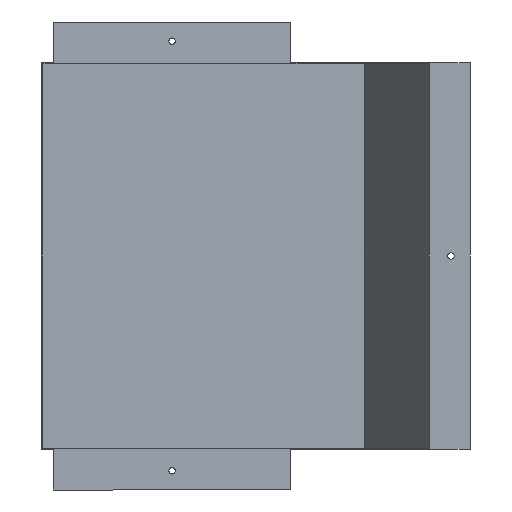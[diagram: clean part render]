
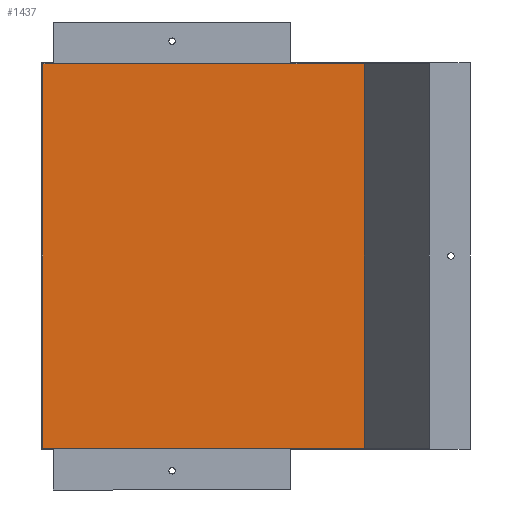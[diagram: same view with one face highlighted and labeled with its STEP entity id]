
A CAD part, front view. The second image highlights one B-rep face of the part: STEP entity #1437.
In plain terms, the highlighted planar face has unit normal (0, -1, 0).
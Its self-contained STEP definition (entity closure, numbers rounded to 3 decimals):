
#189 = CARTESIAN_POINT ( 'NONE',  ( 0.8, 130.2, -0.8 ) ) ;
#192 = CARTESIAN_POINT ( 'NONE',  ( 252.552, 130.2, -0.8 ) ) ;
#223 = CARTESIAN_POINT ( 'NONE',  ( 252.552, 130.2, -302.2 ) ) ;
#254 = CARTESIAN_POINT ( 'NONE',  ( 0.8, 130.2, -302.2 ) ) ;
#392 = AXIS2_PLACEMENT_3D ( 'NONE', #743, #742, #741 ) ;
#457 = EDGE_CURVE ( 'NONE', #1865, #1801, #2603, .T. ) ;
#470 = EDGE_CURVE ( 'NONE', #1801, #1808, #2624, .T. ) ;
#472 = EDGE_CURVE ( 'NONE', #1834, #1865, #2622, .T. ) ;
#474 = EDGE_CURVE ( 'NONE', #1834, #1808, #2631, .T. ) ;
#720 = PLANE ( 'NONE',  #392 ) ;
#741 = DIRECTION ( 'NONE',  ( 0., 0., -1. ) ) ;
#742 = DIRECTION ( 'NONE',  ( 0., -1., 0. ) ) ;
#743 = CARTESIAN_POINT ( 'NONE',  ( 0., 130.2, -303. ) ) ;
#943 = ORIENTED_EDGE ( 'NONE', *, *, #474, .T. ) ;
#944 = ORIENTED_EDGE ( 'NONE', *, *, #472, .F. ) ;
#955 = ORIENTED_EDGE ( 'NONE', *, *, #457, .F. ) ;
#956 = ORIENTED_EDGE ( 'NONE', *, *, #470, .F. ) ;
#1049 = EDGE_LOOP ( 'NONE', ( #956, #955, #944, #943 ) ) ;
#1437 = ADVANCED_FACE ( 'NONE', ( #2452 ), #720, .T. ) ;
#1801 = VERTEX_POINT ( 'NONE', #189 ) ;
#1808 = VERTEX_POINT ( 'NONE', #192 ) ;
#1834 = VERTEX_POINT ( 'NONE', #223 ) ;
#1865 = VERTEX_POINT ( 'NONE', #254 ) ;
#2452 = FACE_OUTER_BOUND ( 'NONE', #1049, .T. ) ;
#2603 = LINE ( 'NONE', #2701, #2605 ) ;
#2605 = VECTOR ( 'NONE', #2695, 1000. ) ;
#2622 = LINE ( 'NONE', #3107, #2630 ) ;
#2624 = LINE ( 'NONE', #3128, #2626 ) ;
#2626 = VECTOR ( 'NONE', #3136, 1000. ) ;
#2630 = VECTOR ( 'NONE', #3083, 1000. ) ;
#2631 = LINE ( 'NONE', #3062, #2634 ) ;
#2634 = VECTOR ( 'NONE', #3060, 1000. ) ;
#2695 = DIRECTION ( 'NONE',  ( 0., 0., 1. ) ) ;
#2701 = CARTESIAN_POINT ( 'NONE',  ( 0.8, 130.2, -303. ) ) ;
#3060 = DIRECTION ( 'NONE',  ( 0., 0., 1. ) ) ;
#3062 = CARTESIAN_POINT ( 'NONE',  ( 252.552, 130.2, -303. ) ) ;
#3083 = DIRECTION ( 'NONE',  ( -1., 0., 0. ) ) ;
#3107 = CARTESIAN_POINT ( 'NONE',  ( 0., 130.2, -302.2 ) ) ;
#3128 = CARTESIAN_POINT ( 'NONE',  ( 0., 130.2, -0.8 ) ) ;
#3136 = DIRECTION ( 'NONE',  ( 1., 0., 0. ) ) ;
